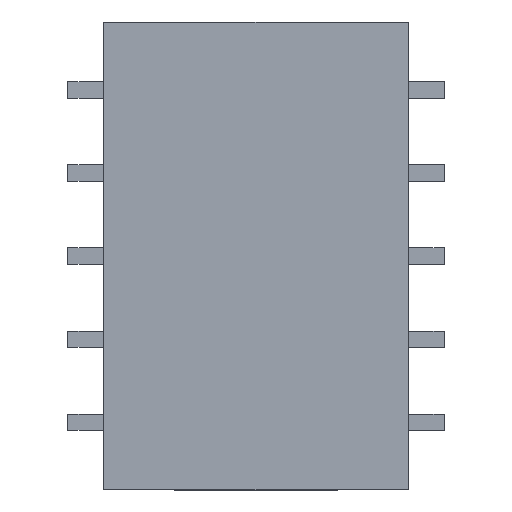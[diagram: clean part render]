
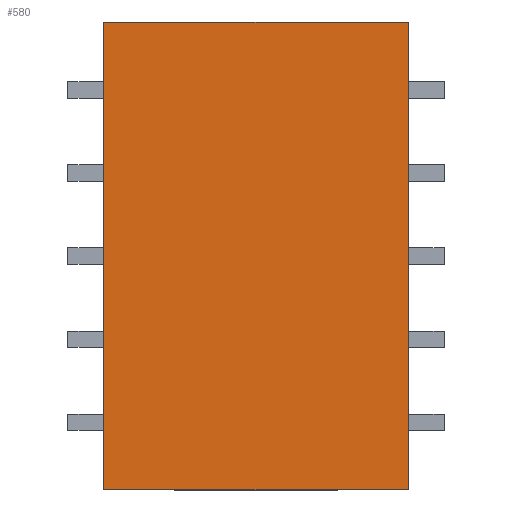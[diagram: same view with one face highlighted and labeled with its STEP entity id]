
A CAD part, top view. The second image highlights one B-rep face of the part: STEP entity #580.
In plain terms, the highlighted planar face has unit normal (0, 0, 1).
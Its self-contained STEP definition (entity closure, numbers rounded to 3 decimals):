
#187=VERTEX_POINT('',#188);
#188=CARTESIAN_POINT('',(-4.65,-7.15,6.4));
#191=ORIENTED_EDGE('',*,*,#192,.T.);
#192=EDGE_CURVE('',#187,#193,#195,.T.);
#193=VERTEX_POINT('',#194);
#194=CARTESIAN_POINT('',(4.65,-7.15,6.4));
#195=LINE('',#188,#196);
#196=VECTOR('',#197,1.);
#197=DIRECTION('',(1.,0.,0.));
#211=DIRECTION('',(0.,1.,0.));
#221=VECTOR('',#222,1.);
#222=DIRECTION('',(-1.,0.,0.));
#226=VECTOR('',#211,1.);
#370=DIRECTION('',(0.,0.,-1.));
#371=DIRECTION('',(-1.,0.,0.));
#431=VECTOR('',#432,1.);
#432=DIRECTION('',(0.,-1.,0.));
#571=VERTEX_POINT('',#572);
#572=CARTESIAN_POINT('',(-4.65,7.15,6.4));
#574=ORIENTED_EDGE('',*,*,#575,.T.);
#575=EDGE_CURVE('',#571,#187,#576,.T.);
#576=LINE('',#572,#431);
#580=ADVANCED_FACE('',(#581),#591,.F.);
#581=FACE_BOUND('',#582,.T.);
#582=EDGE_LOOP('',(#574,#191,#583,#588));
#583=ORIENTED_EDGE('',*,*,#584,.T.);
#584=EDGE_CURVE('',#193,#585,#587,.T.);
#585=VERTEX_POINT('',#586);
#586=CARTESIAN_POINT('',(4.65,7.15,6.4));
#587=LINE('',#194,#226);
#588=ORIENTED_EDGE('',*,*,#589,.T.);
#589=EDGE_CURVE('',#585,#571,#590,.T.);
#590=LINE('',#586,#221);
#591=PLANE('',#592);
#592=AXIS2_PLACEMENT_3D('',#572,#370,#371);
